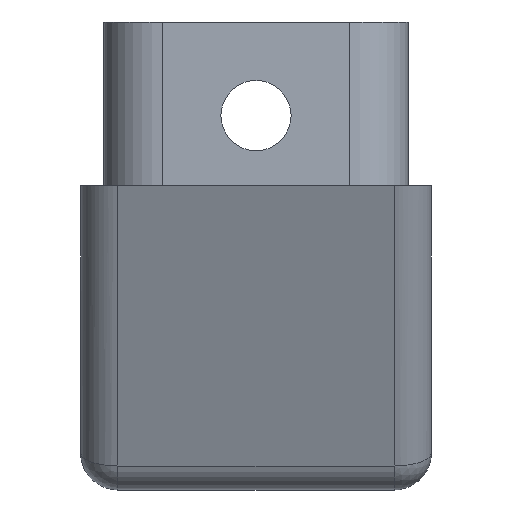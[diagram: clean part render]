
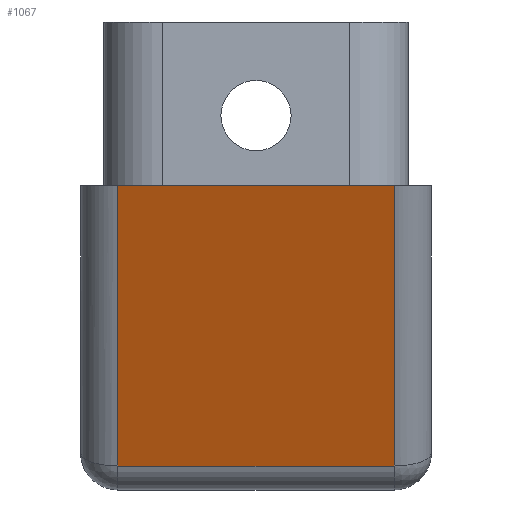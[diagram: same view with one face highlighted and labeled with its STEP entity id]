
A CAD part, left-side view. The second image highlights one B-rep face of the part: STEP entity #1067.
In plain terms, the highlighted planar face has unit normal (-0.933, 0, -0.359).
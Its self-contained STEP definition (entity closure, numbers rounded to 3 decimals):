
#83=PLANE('',#1179);
#141=FACE_OUTER_BOUND('',#207,.T.);
#207=EDGE_LOOP('',(#983,#984,#985,#986));
#291=LINE('',#1672,#401);
#327=LINE('',#1778,#437);
#329=LINE('',#1782,#439);
#332=LINE('',#1786,#442);
#401=VECTOR('',#1341,10.);
#437=VECTOR('',#1465,10.);
#439=VECTOR('',#1471,10.);
#442=VECTOR('',#1476,10.);
#512=VERTEX_POINT('',#1668);
#514=VERTEX_POINT('',#1671);
#536=VERTEX_POINT('',#1754);
#539=VERTEX_POINT('',#1772);
#630=EDGE_CURVE('',#514,#512,#291,.T.);
#683=EDGE_CURVE('',#539,#536,#327,.T.);
#685=EDGE_CURVE('',#514,#539,#329,.T.);
#688=EDGE_CURVE('',#536,#512,#332,.T.);
#983=ORIENTED_EDGE('',*,*,#685,.F.);
#984=ORIENTED_EDGE('',*,*,#630,.T.);
#985=ORIENTED_EDGE('',*,*,#688,.F.);
#986=ORIENTED_EDGE('',*,*,#683,.F.);
#1067=ADVANCED_FACE('',(#141),#83,.F.);
#1179=AXIS2_PLACEMENT_3D('',#1792,#1485,#1486);
#1341=DIRECTION('',(0.,1.,0.));
#1465=DIRECTION('',(0.,1.,0.));
#1471=DIRECTION('',(0.359,0.,-0.933));
#1476=DIRECTION('',(-0.359,0.,0.933));
#1485=DIRECTION('center_axis',(0.933,0.,0.359));
#1486=DIRECTION('ref_axis',(0.359,0.,-0.933));
#1668=CARTESIAN_POINT('',(-12.5,5.9,-37.));
#1671=CARTESIAN_POINT('',(-12.5,-5.9,-37.));
#1672=CARTESIAN_POINT('',(-12.5,7.5,-37.));
#1754=CARTESIAN_POINT('',(-7.894,5.9,-48.974));
#1772=CARTESIAN_POINT('',(-7.894,-5.9,-48.974));
#1778=CARTESIAN_POINT('',(-7.894,-3.75,-48.974));
#1782=CARTESIAN_POINT('',(-6.534,-5.9,-52.513));
#1786=CARTESIAN_POINT('',(-7.5,5.9,-50.));
#1792=CARTESIAN_POINT('Origin',(-7.5,-7.5,-50.));
